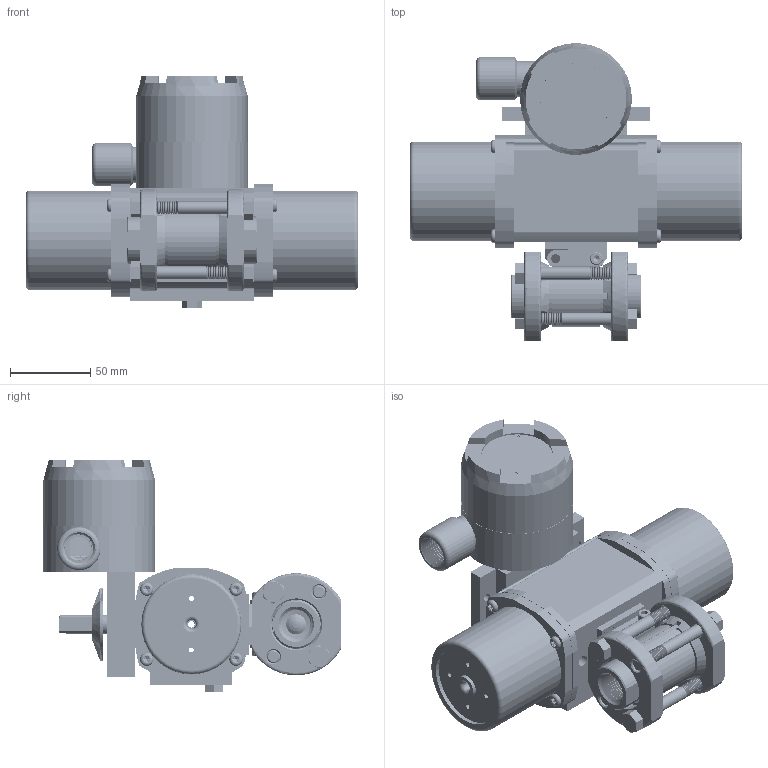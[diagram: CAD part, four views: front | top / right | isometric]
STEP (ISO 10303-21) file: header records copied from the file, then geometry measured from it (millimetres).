
FILE_DESCRIPTION (( 'STEP AP203' ), '1' );
FILE_NAME ('25XXSESA512SRLS.step', '2018-04-12T16:14:49', ( '' ), ( '' ), 'SwSTEP 2.0', 'SolidWorks 2017', '' );
FILE_SCHEMA (( 'CONFIG_CONTROL_DESIGN' ));
Products named in the file (1): 25XXSESA512SRLS
Bounding box: 206.38 x 184.85 x 144.65 mm (x, y, z)
Volume: 716216.5 mm3; surface area: 303548 mm2
Topology: 47 solids, 47 shells, 4451 faces, 12213 edges, 7905 vertices
Faces by surface type: cylinder 2405, cone 1123, plane 623, bspline 163, torus 135, sphere 2
Entity records: 225258 total; most frequent: CARTESIAN_POINT 118644, ORIENTED_EDGE 24194, DIRECTION 21200, EDGE_CURVE 12097, AXIS2_PLACEMENT_3D 8443, VERTEX_POINT 7901, EDGE_LOOP 4818, FACE_OUTER_BOUND 4451
